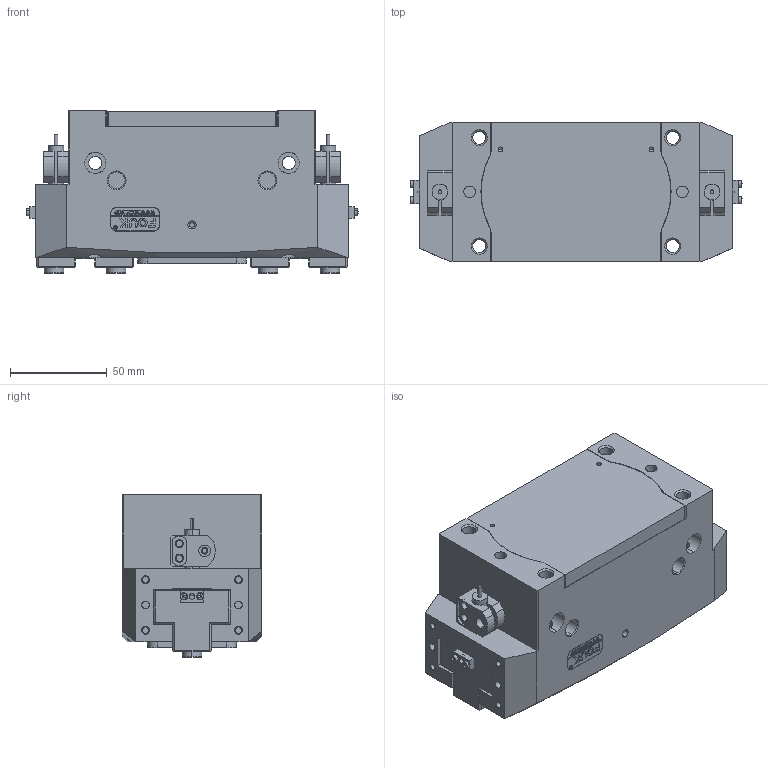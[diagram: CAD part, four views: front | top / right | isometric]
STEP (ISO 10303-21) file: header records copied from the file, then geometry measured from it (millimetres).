
FILE_DESCRIPTION (( 'STEP AP203' ), '1' );
FILE_NAME ('TR73-162.STEP', '2024-11-19T03:14:22', ( 'USER-' ), ( 'Microsoft' ), 'SwSTEP 2.0', 'SolidWorks 2018', '' );
FILE_SCHEMA (( 'CONFIG_CONTROL_DESIGN' ));
Length unit declared in the file: millimetre
Products named in the file (17): TR73 -162杅耀.sldasm-Part-7; TR73 -162杅耀.sldasm-Part-18; TR73 -162 菁裔啣.sldasm-Part-3; 25x12-R3; 揤輸杅耀.sldasm-Part-9; TR73 -162杅耀.sldasm-Part-12; TR73-162; TR73 -162杅耀.sldasm-Part-4; 揤輸蚾饜极; 埴翐芛_GB_FASTENER_SCREWS_HSHCS M2X8-N; TR73 -162杅耀.sldasm-Part-10; TR73 -162杅耀.sldasm-Part-9; TR73 -162杅耀.sldasm-Part-1; TR73 -162杅耀.sldasm-Part-2; TR73 -162杅耀.sldasm-Part-3; TR73 -162杅耀.sldasm-Part-5; TR73 -162杅耀.sldasm-Part-16
Assembly tree (19 placements, depth 3):
  TR73-162
    TR73 -162杅耀.sldasm-Part-1
    TR73 -162杅耀.sldasm-Part-2
    TR73 -162杅耀.sldasm-Part-3
    TR73 -162杅耀.sldasm-Part-4
    TR73 -162杅耀.sldasm-Part-5
    TR73 -162杅耀.sldasm-Part-7
    TR73 -162杅耀.sldasm-Part-9
    TR73 -162杅耀.sldasm-Part-10
    TR73 -162杅耀.sldasm-Part-12
    TR73 -162杅耀.sldasm-Part-16
    TR73 -162杅耀.sldasm-Part-18  x2
    TR73 -162 菁裔啣.sldasm-Part-3
    揤輸蚾饜极  x2
      揤輸杅耀.sldasm-Part-9
      埴翐芛_GB_FASTENER_SCREWS_HSHCS M2X8-N
    25x12-R3
Bounding box: 171.55 x 72 x 84 mm (x, y, z)
Volume: 760015.3 mm3; surface area: 139680.2 mm2
Topology: 20 solids, 26 shells, 1237 faces, 3155 edges, 2026 vertices
Faces by surface type: plane 605, cylinder 325, bspline 155, cone 144, torus 8
Entity records: 39433 total; most frequent: CARTESIAN_POINT 12341, ORIENTED_EDGE 5400, DIRECTION 4880, EDGE_CURVE 2700, VERTEX_POINT 1755, LINE 1648, VECTOR 1648, AXIS2_PLACEMENT_3D 1616
